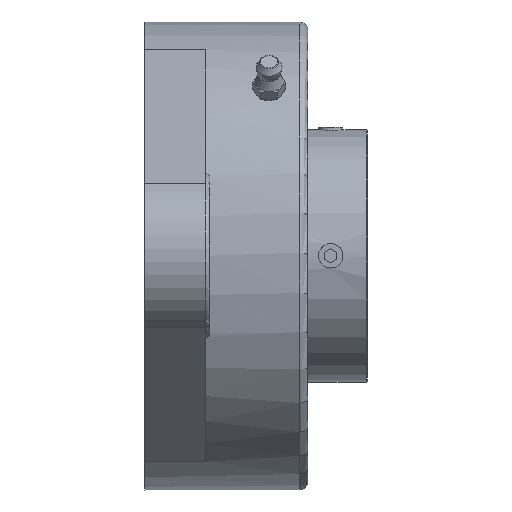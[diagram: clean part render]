
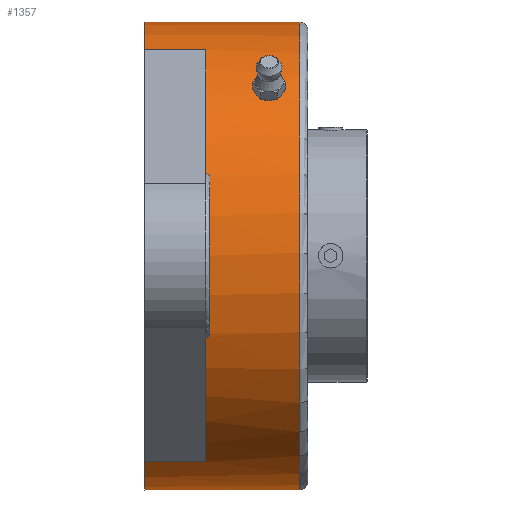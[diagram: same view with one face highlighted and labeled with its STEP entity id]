
A CAD part, top view. The second image highlights one B-rep face of the part: STEP entity #1357.
In plain terms, the highlighted cylindrical face has radius 57.3 mm (diameter 114.6 mm), a full revolution.
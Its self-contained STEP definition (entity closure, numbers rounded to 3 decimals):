
#68=LINE('',#2670,#134);
#69=LINE('',#2674,#135);
#70=LINE('',#2694,#136);
#71=LINE('',#2698,#137);
#134=VECTOR('',#2192,1000.);
#135=VECTOR('',#2195,1000.);
#136=VECTOR('',#2202,1000.);
#137=VECTOR('',#2205,1000.);
#252=B_SPLINE_CURVE_WITH_KNOTS('',3,(#2661,#2662,#2663,#2664,#2665),
 .UNSPECIFIED.,.F.,.F.,(4,1,4),(0.,0.001,0.002),
 .UNSPECIFIED.);
#253=B_SPLINE_CURVE_WITH_KNOTS('',3,(#2678,#2679,#2680,#2681,#2682),
 .UNSPECIFIED.,.F.,.F.,(4,1,4),(0.,0.001,
0.002),.UNSPECIFIED.);
#254=B_SPLINE_CURVE_WITH_KNOTS('',3,(#2686,#2687,#2688,#2689,#2690),
 .UNSPECIFIED.,.F.,.F.,(4,1,4),(0.,0.001,0.002),
 .UNSPECIFIED.);
#255=B_SPLINE_CURVE_WITH_KNOTS('',3,(#2702,#2703,#2704,#2705,#2706),
 .UNSPECIFIED.,.F.,.F.,(4,1,4),(0.,0.001,0.002),
 .UNSPECIFIED.);
#256=B_SPLINE_CURVE_WITH_KNOTS('',3,(#2709,#2710,#2711,#2712,#2713,#2714,
#2715,#2716,#2717,#2718,#2719),.UNSPECIFIED.,.T.,.F.,(1,1,1,1,1,1,1,1,1,
1,1,1,1,1,1),(-0.007,-0.005,-0.002,
0.,0.002,0.005,0.007,0.009,
0.012,0.014,0.016,0.019,0.021,
0.023,0.026),.UNSPECIFIED.);
#411=ORIENTED_EDGE('',*,*,#697,.F.);
#412=ORIENTED_EDGE('',*,*,#698,.F.);
#413=ORIENTED_EDGE('',*,*,#699,.F.);
#414=ORIENTED_EDGE('',*,*,#700,.T.);
#415=ORIENTED_EDGE('',*,*,#701,.T.);
#416=ORIENTED_EDGE('',*,*,#702,.F.);
#417=ORIENTED_EDGE('',*,*,#703,.F.);
#418=ORIENTED_EDGE('',*,*,#704,.F.);
#419=ORIENTED_EDGE('',*,*,#705,.F.);
#420=ORIENTED_EDGE('',*,*,#706,.F.);
#421=ORIENTED_EDGE('',*,*,#707,.F.);
#422=ORIENTED_EDGE('',*,*,#708,.T.);
#423=ORIENTED_EDGE('',*,*,#709,.T.);
#424=ORIENTED_EDGE('',*,*,#710,.F.);
#425=ORIENTED_EDGE('',*,*,#711,.F.);
#426=ORIENTED_EDGE('',*,*,#712,.F.);
#427=ORIENTED_EDGE('',*,*,#713,.F.);
#428=ORIENTED_EDGE('',*,*,#714,.F.);
#697=EDGE_CURVE('',#853,#853,#947,.T.);
#698=EDGE_CURVE('',#854,#855,#252,.T.);
#699=EDGE_CURVE('',#856,#854,#948,.F.);
#700=EDGE_CURVE('',#856,#857,#68,.T.);
#701=EDGE_CURVE('',#857,#858,#949,.T.);
#702=EDGE_CURVE('',#859,#858,#69,.T.);
#703=EDGE_CURVE('',#860,#859,#950,.F.);
#704=EDGE_CURVE('',#861,#860,#253,.T.);
#705=EDGE_CURVE('',#862,#861,#951,.T.);
#706=EDGE_CURVE('',#863,#862,#254,.T.);
#707=EDGE_CURVE('',#864,#863,#952,.F.);
#708=EDGE_CURVE('',#864,#865,#70,.T.);
#709=EDGE_CURVE('',#865,#866,#953,.T.);
#710=EDGE_CURVE('',#867,#866,#71,.T.);
#711=EDGE_CURVE('',#868,#867,#954,.F.);
#712=EDGE_CURVE('',#869,#868,#255,.T.);
#713=EDGE_CURVE('',#855,#869,#955,.T.);
#714=EDGE_CURVE('',#870,#870,#256,.T.);
#853=VERTEX_POINT('',#2660);
#854=VERTEX_POINT('',#2666);
#855=VERTEX_POINT('',#2667);
#856=VERTEX_POINT('',#2669);
#857=VERTEX_POINT('',#2671);
#858=VERTEX_POINT('',#2673);
#859=VERTEX_POINT('',#2675);
#860=VERTEX_POINT('',#2677);
#861=VERTEX_POINT('',#2683);
#862=VERTEX_POINT('',#2685);
#863=VERTEX_POINT('',#2691);
#864=VERTEX_POINT('',#2693);
#865=VERTEX_POINT('',#2695);
#866=VERTEX_POINT('',#2697);
#867=VERTEX_POINT('',#2699);
#868=VERTEX_POINT('',#2701);
#869=VERTEX_POINT('',#2707);
#870=VERTEX_POINT('',#2720);
#947=CIRCLE('',#1897,57.3);
#948=CIRCLE('',#1898,57.3);
#949=CIRCLE('',#1899,57.3);
#950=CIRCLE('',#1900,57.3);
#951=CIRCLE('',#1901,57.3);
#952=CIRCLE('',#1902,57.3);
#953=CIRCLE('',#1903,57.3);
#954=CIRCLE('',#1904,57.3);
#955=CIRCLE('',#1905,57.3);
#1068=EDGE_LOOP('',(#411));
#1069=EDGE_LOOP('',(#412,#413,#414,#415,#416,#417,#418,#419,#420,#421,#422,
#423,#424,#425,#426,#427));
#1070=EDGE_LOOP('',(#428));
#1216=FACE_BOUND('',#1068,.T.);
#1217=FACE_BOUND('',#1069,.T.);
#1218=FACE_BOUND('',#1070,.T.);
#1297=CYLINDRICAL_SURFACE('',#1896,57.3);
#1357=ADVANCED_FACE('',(#1216,#1217,#1218),#1297,.T.);
#1896=AXIS2_PLACEMENT_3D('',#2658,#2186,#2187);
#1897=AXIS2_PLACEMENT_3D('',#2659,#2188,#2189);
#1898=AXIS2_PLACEMENT_3D('',#2668,#2190,#2191);
#1899=AXIS2_PLACEMENT_3D('',#2672,#2193,#2194);
#1900=AXIS2_PLACEMENT_3D('',#2676,#2196,#2197);
#1901=AXIS2_PLACEMENT_3D('',#2684,#2198,#2199);
#1902=AXIS2_PLACEMENT_3D('',#2692,#2200,#2201);
#1903=AXIS2_PLACEMENT_3D('',#2696,#2203,#2204);
#1904=AXIS2_PLACEMENT_3D('',#2700,#2206,#2207);
#1905=AXIS2_PLACEMENT_3D('',#2708,#2208,#2209);
#2186=DIRECTION('',(-1.,0.,0.));
#2187=DIRECTION('',(0.,0.,1.));
#2188=DIRECTION('',(1.,0.,0.));
#2189=DIRECTION('',(0.,0.,-1.));
#2190=DIRECTION('',(1.,0.,0.));
#2191=DIRECTION('',(0.,0.,-1.));
#2192=DIRECTION('',(-1.,0.,0.));
#2193=DIRECTION('',(1.,0.,0.));
#2194=DIRECTION('',(0.,0.,-1.));
#2195=DIRECTION('',(-1.,0.,0.));
#2196=DIRECTION('',(1.,0.,0.));
#2197=DIRECTION('',(0.,0.,-1.));
#2198=DIRECTION('',(-1.,0.,0.));
#2199=DIRECTION('',(0.,0.,1.));
#2200=DIRECTION('',(1.,0.,0.));
#2201=DIRECTION('',(0.,0.,-1.));
#2202=DIRECTION('',(-1.,0.,0.));
#2203=DIRECTION('',(1.,0.,0.));
#2204=DIRECTION('',(0.,0.,-1.));
#2205=DIRECTION('',(-1.,0.,0.));
#2206=DIRECTION('',(1.,0.,0.));
#2207=DIRECTION('',(0.,0.,-1.));
#2208=DIRECTION('',(-1.,0.,0.));
#2209=DIRECTION('',(0.,0.,1.));
#2658=CARTESIAN_POINT('',(15.,0.,0.));
#2659=CARTESIAN_POINT('',(38.,0.,0.));
#2660=CARTESIAN_POINT('',(38.,0.,-57.3));
#2661=CARTESIAN_POINT('',(15.,53.696,20.));
#2662=CARTESIAN_POINT('',(15.273,53.696,20.));
#2663=CARTESIAN_POINT('',(15.798,53.784,19.765));
#2664=CARTESIAN_POINT('',(16.,53.968,19.257));
#2665=CARTESIAN_POINT('',(16.,54.058,19.));
#2666=CARTESIAN_POINT('',(15.,53.696,20.));
#2667=CARTESIAN_POINT('',(16.,54.058,19.));
#2668=CARTESIAN_POINT('',(15.,0.,0.));
#2669=CARTESIAN_POINT('',(15.,27.227,50.418));
#2670=CARTESIAN_POINT('',(15.,27.227,50.418));
#2671=CARTESIAN_POINT('',(0.,27.227,50.418));
#2672=CARTESIAN_POINT('',(0.,0.,0.));
#2673=CARTESIAN_POINT('',(0.,-27.227,50.418));
#2674=CARTESIAN_POINT('',(15.,-27.227,50.418));
#2675=CARTESIAN_POINT('',(15.,-27.227,50.418));
#2676=CARTESIAN_POINT('',(15.,0.,0.));
#2677=CARTESIAN_POINT('',(15.,-53.696,20.));
#2678=CARTESIAN_POINT('',(16.,-54.058,19.));
#2679=CARTESIAN_POINT('',(16.,-53.968,19.257));
#2680=CARTESIAN_POINT('',(15.799,-53.785,19.764));
#2681=CARTESIAN_POINT('',(15.273,-53.696,20.));
#2682=CARTESIAN_POINT('',(15.,-53.696,20.));
#2683=CARTESIAN_POINT('',(16.,-54.058,19.));
#2684=CARTESIAN_POINT('',(16.,0.,0.));
#2685=CARTESIAN_POINT('',(16.,-54.058,-19.));
#2686=CARTESIAN_POINT('',(15.,-53.696,-20.));
#2687=CARTESIAN_POINT('',(15.273,-53.696,-20.));
#2688=CARTESIAN_POINT('',(15.798,-53.784,-19.765));
#2689=CARTESIAN_POINT('',(16.,-53.968,-19.257));
#2690=CARTESIAN_POINT('',(16.,-54.058,-19.));
#2691=CARTESIAN_POINT('',(15.,-53.696,-20.));
#2692=CARTESIAN_POINT('',(15.,0.,0.));
#2693=CARTESIAN_POINT('',(15.,-27.227,-50.418));
#2694=CARTESIAN_POINT('',(15.,-27.227,-50.418));
#2695=CARTESIAN_POINT('',(0.,-27.227,-50.418));
#2696=CARTESIAN_POINT('',(0.,0.,0.));
#2697=CARTESIAN_POINT('',(0.,27.227,-50.418));
#2698=CARTESIAN_POINT('',(15.,27.227,-50.418));
#2699=CARTESIAN_POINT('',(15.,27.227,-50.418));
#2700=CARTESIAN_POINT('',(15.,0.,0.));
#2701=CARTESIAN_POINT('',(15.,53.696,-20.));
#2702=CARTESIAN_POINT('',(16.,54.058,-19.));
#2703=CARTESIAN_POINT('',(16.,53.968,-19.257));
#2704=CARTESIAN_POINT('',(15.799,53.785,-19.764));
#2705=CARTESIAN_POINT('',(15.273,53.696,-20.));
#2706=CARTESIAN_POINT('',(15.,53.696,-20.));
#2707=CARTESIAN_POINT('',(16.,54.058,-19.));
#2708=CARTESIAN_POINT('',(16.,0.,0.));
#2709=CARTESIAN_POINT('',(32.853,38.829,-42.151));
#2710=CARTESIAN_POINT('',(30.499,38.096,-42.799));
#2711=CARTESIAN_POINT('',(28.149,38.828,-42.151));
#2712=CARTESIAN_POINT('',(27.176,40.529,-40.533));
#2713=CARTESIAN_POINT('',(28.148,42.151,-38.828));
#2714=CARTESIAN_POINT('',(30.5,42.798,-38.097));
#2715=CARTESIAN_POINT('',(32.848,42.153,-38.825));
#2716=CARTESIAN_POINT('',(33.825,40.534,-40.529));
#2717=CARTESIAN_POINT('',(32.853,38.829,-42.151));
#2718=CARTESIAN_POINT('',(30.499,38.096,-42.799));
#2719=CARTESIAN_POINT('',(28.149,38.828,-42.151));
#2720=CARTESIAN_POINT('',(30.5,38.34,-42.583));
